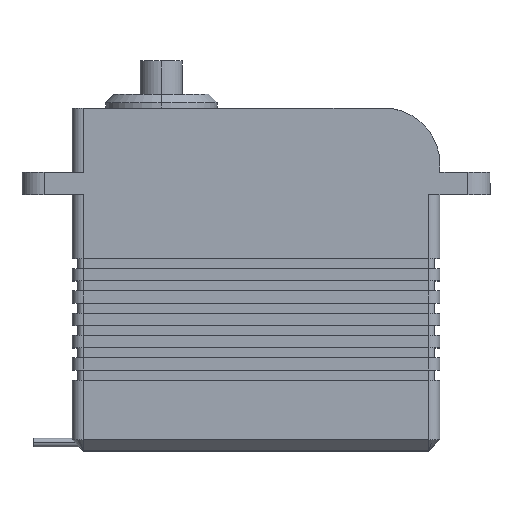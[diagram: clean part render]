
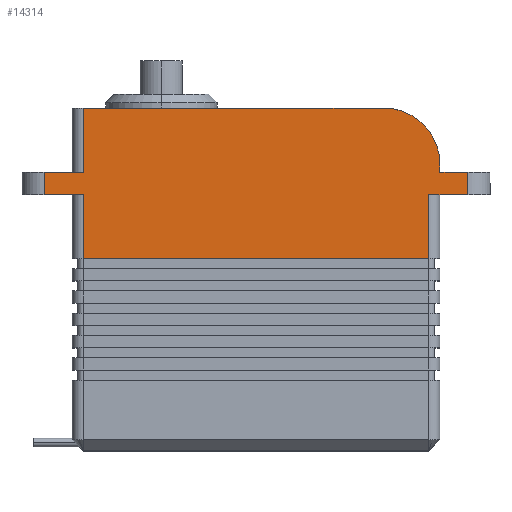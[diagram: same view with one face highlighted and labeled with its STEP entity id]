
A CAD part, top view. The second image highlights one B-rep face of the part: STEP entity #14314.
In plain terms, the highlighted planar face has unit normal (0, 0, 1).
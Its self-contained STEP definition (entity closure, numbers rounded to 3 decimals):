
#133 = VECTOR ( 'NONE', #9208, 1000. ) ;
#150 = CARTESIAN_POINT ( 'NONE',  ( 55., 46., 16. ) ) ;
#293 = VECTOR ( 'NONE', #3826, 1000. ) ;
#472 = VERTEX_POINT ( 'NONE', #4978 ) ;
#583 = CARTESIAN_POINT ( 'NONE',  ( 40., 51.5, 16. ) ) ;
#607 = VECTOR ( 'NONE', #1810, 1000. ) ;
#610 = DIRECTION ( 'NONE',  ( 0., -1., 0. ) ) ;
#692 = CARTESIAN_POINT ( 'NONE',  ( -16., 61.5, 16. ) ) ;
#839 = EDGE_CURVE ( 'NONE', #14187, #472, #1430, .T. ) ;
#1311 = EDGE_CURVE ( 'NONE', #472, #7026, #13623, .T. ) ;
#1430 = LINE ( 'NONE', #10802, #6411 ) ;
#1701 = VECTOR ( 'NONE', #12065, 1000. ) ;
#1810 = DIRECTION ( 'NONE',  ( 1., 0., 0. ) ) ;
#1889 = ORIENTED_EDGE ( 'NONE', *, *, #13159, .T. ) ;
#1916 = ORIENTED_EDGE ( 'NONE', *, *, #7859, .T. ) ;
#1964 = VECTOR ( 'NONE', #610, 1000. ) ;
#1998 = LINE ( 'NONE', #8110, #133 ) ;
#2074 = LINE ( 'NONE', #13490, #1701 ) ;
#2180 = CARTESIAN_POINT ( 'NONE',  ( 50., 51.5, 16. ) ) ;
#2285 = ORIENTED_EDGE ( 'NONE', *, *, #14969, .T. ) ;
#2309 = DIRECTION ( 'NONE',  ( 0., -1., 0. ) ) ;
#2396 = AXIS2_PLACEMENT_3D ( 'NONE', #583, #10094, #10034 ) ;
#2404 = CARTESIAN_POINT ( 'NONE',  ( -14., 61.5, 16. ) ) ;
#2648 = ORIENTED_EDGE ( 'NONE', *, *, #15016, .T. ) ;
#2763 = VERTEX_POINT ( 'NONE', #9759 ) ;
#2903 = EDGE_CURVE ( 'NONE', #13909, #2763, #14458, .T. ) ;
#3780 = ORIENTED_EDGE ( 'NONE', *, *, #7639, .F. ) ;
#3826 = DIRECTION ( 'NONE',  ( 0., -1., 0. ) ) ;
#4282 = VECTOR ( 'NONE', #6776, 1000. ) ;
#4585 = DIRECTION ( 'NONE',  ( 0., -1., 0. ) ) ;
#4708 = CARTESIAN_POINT ( 'NONE',  ( 48., 34.5, 16. ) ) ;
#4751 = ORIENTED_EDGE ( 'NONE', *, *, #2903, .T. ) ;
#4819 = CARTESIAN_POINT ( 'NONE',  ( -14., 50., 16. ) ) ;
#4849 = CARTESIAN_POINT ( 'NONE',  ( -21., 46., 16. ) ) ;
#4894 = CARTESIAN_POINT ( 'NONE',  ( 55., 50., 16. ) ) ;
#4978 = CARTESIAN_POINT ( 'NONE',  ( -21., 50., 16. ) ) ;
#4987 = VECTOR ( 'NONE', #4585, 1000. ) ;
#5146 = VECTOR ( 'NONE', #2309, 1000. ) ;
#5185 = LINE ( 'NONE', #13882, #4282 ) ;
#5422 = LINE ( 'NONE', #5951, #8718 ) ;
#5451 = ORIENTED_EDGE ( 'NONE', *, *, #1311, .T. ) ;
#5864 = CARTESIAN_POINT ( 'NONE',  ( 48., 46., 16. ) ) ;
#5951 = CARTESIAN_POINT ( 'NONE',  ( 55., 50., 16. ) ) ;
#5970 = CARTESIAN_POINT ( 'NONE',  ( -21., 46., 16. ) ) ;
#6353 = PLANE ( 'NONE',  #11680 ) ;
#6411 = VECTOR ( 'NONE', #13205, 1000. ) ;
#6493 = VERTEX_POINT ( 'NONE', #7971 ) ;
#6595 = FACE_OUTER_BOUND ( 'NONE', #14102, .T. ) ;
#6766 = CARTESIAN_POINT ( 'NONE',  ( 48., 61.5, 16. ) ) ;
#6776 = DIRECTION ( 'NONE',  ( 1., 0., 0. ) ) ;
#7026 = VERTEX_POINT ( 'NONE', #5970 ) ;
#7228 = LINE ( 'NONE', #692, #607 ) ;
#7526 = DIRECTION ( 'NONE',  ( -1., 0., 0. ) ) ;
#7589 = EDGE_CURVE ( 'NONE', #9740, #6493, #2074, .T. ) ;
#7639 = EDGE_CURVE ( 'NONE', #12453, #2763, #7228, .T. ) ;
#7641 = EDGE_CURVE ( 'NONE', #9740, #9089, #9467, .T. ) ;
#7859 = EDGE_CURVE ( 'NONE', #14224, #9878, #5422, .T. ) ;
#7950 = DIRECTION ( 'NONE',  ( 0., 1., 0. ) ) ;
#7971 = CARTESIAN_POINT ( 'NONE',  ( -14., 34.5, 16. ) ) ;
#8110 = CARTESIAN_POINT ( 'NONE',  ( -25., 46., 16. ) ) ;
#8662 = LINE ( 'NONE', #12950, #4987 ) ;
#8718 = VECTOR ( 'NONE', #10630, 1000. ) ;
#9007 = LINE ( 'NONE', #13073, #14012 ) ;
#9089 = VERTEX_POINT ( 'NONE', #5864 ) ;
#9208 = DIRECTION ( 'NONE',  ( 1., 0., 0. ) ) ;
#9361 = LINE ( 'NONE', #11347, #1964 ) ;
#9467 = LINE ( 'NONE', #6766, #15039 ) ;
#9522 = ORIENTED_EDGE ( 'NONE', *, *, #7589, .F. ) ;
#9740 = VERTEX_POINT ( 'NONE', #4708 ) ;
#9759 = CARTESIAN_POINT ( 'NONE',  ( 40., 61.5, 16. ) ) ;
#9878 = VERTEX_POINT ( 'NONE', #4894 ) ;
#10034 = DIRECTION ( 'NONE',  ( -1., 0., 0. ) ) ;
#10094 = DIRECTION ( 'NONE',  ( 0., 0., 1. ) ) ;
#10371 = CARTESIAN_POINT ( 'NONE',  ( 50., 50., 16. ) ) ;
#10630 = DIRECTION ( 'NONE',  ( 0., 1., 0. ) ) ;
#10802 = CARTESIAN_POINT ( 'NONE',  ( -25., 50., 16. ) ) ;
#11059 = EDGE_CURVE ( 'NONE', #13909, #15042, #8662, .T. ) ;
#11244 = VERTEX_POINT ( 'NONE', #12456 ) ;
#11347 = CARTESIAN_POINT ( 'NONE',  ( -14., 61.5, 16. ) ) ;
#11429 = LINE ( 'NONE', #2404, #5146 ) ;
#11454 = DIRECTION ( 'NONE',  ( -1., 0., 0. ) ) ;
#11680 = AXIS2_PLACEMENT_3D ( 'NONE', #14421, #14634, #7526 ) ;
#12065 = DIRECTION ( 'NONE',  ( -1., 0., 0. ) ) ;
#12243 = EDGE_CURVE ( 'NONE', #12453, #14187, #11429, .T. ) ;
#12295 = ORIENTED_EDGE ( 'NONE', *, *, #7641, .T. ) ;
#12432 = CARTESIAN_POINT ( 'NONE',  ( -14., 61.5, 16. ) ) ;
#12453 = VERTEX_POINT ( 'NONE', #12432 ) ;
#12456 = CARTESIAN_POINT ( 'NONE',  ( -14., 46., 16. ) ) ;
#12858 = ORIENTED_EDGE ( 'NONE', *, *, #839, .T. ) ;
#12950 = CARTESIAN_POINT ( 'NONE',  ( 50., 61.5, 16. ) ) ;
#13073 = CARTESIAN_POINT ( 'NONE',  ( -25., 50., 16. ) ) ;
#13083 = ORIENTED_EDGE ( 'NONE', *, *, #14027, .T. ) ;
#13159 = EDGE_CURVE ( 'NONE', #9089, #14224, #5185, .T. ) ;
#13205 = DIRECTION ( 'NONE',  ( -1., 0., 0. ) ) ;
#13490 = CARTESIAN_POINT ( 'NONE',  ( 48., 34.5, 16. ) ) ;
#13623 = LINE ( 'NONE', #4849, #293 ) ;
#13882 = CARTESIAN_POINT ( 'NONE',  ( -25., 46., 16. ) ) ;
#13909 = VERTEX_POINT ( 'NONE', #2180 ) ;
#14012 = VECTOR ( 'NONE', #11454, 1000. ) ;
#14027 = EDGE_CURVE ( 'NONE', #7026, #11244, #1998, .T. ) ;
#14102 = EDGE_LOOP ( 'NONE', ( #12858, #5451, #13083, #2285, #9522, #12295, #1889, #1916, #2648, #15259, #4751, #3780, #14999 ) ) ;
#14187 = VERTEX_POINT ( 'NONE', #4819 ) ;
#14224 = VERTEX_POINT ( 'NONE', #150 ) ;
#14314 = ADVANCED_FACE ( 'NONE', ( #6595 ), #6353, .F. ) ;
#14421 = CARTESIAN_POINT ( 'NONE',  ( -16., 61.5, 16. ) ) ;
#14458 = CIRCLE ( 'NONE', #2396, 10. ) ;
#14634 = DIRECTION ( 'NONE',  ( 0., 0., -1. ) ) ;
#14969 = EDGE_CURVE ( 'NONE', #11244, #6493, #9361, .T. ) ;
#14999 = ORIENTED_EDGE ( 'NONE', *, *, #12243, .T. ) ;
#15016 = EDGE_CURVE ( 'NONE', #9878, #15042, #9007, .T. ) ;
#15039 = VECTOR ( 'NONE', #7950, 1000. ) ;
#15042 = VERTEX_POINT ( 'NONE', #10371 ) ;
#15259 = ORIENTED_EDGE ( 'NONE', *, *, #11059, .F. ) ;
